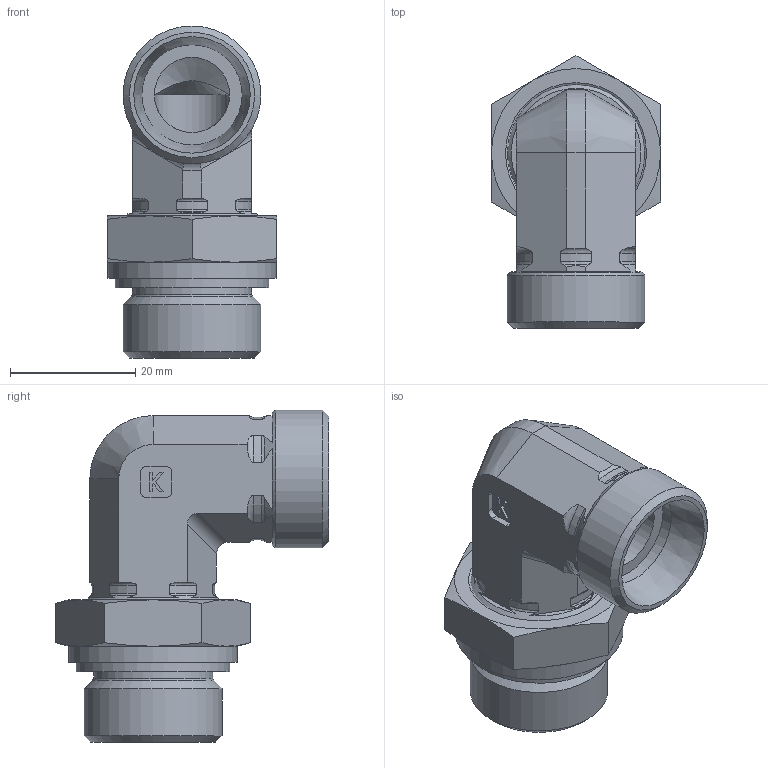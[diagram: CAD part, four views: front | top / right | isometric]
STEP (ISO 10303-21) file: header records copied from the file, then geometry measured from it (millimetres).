
FILE_DESCRIPTION((''),'2;1');
FILE_NAME('6702222016.stp','2015-07-17T15:05:46',(''),('KNOMI spol. s r. o.'),'Autodesk Inventor 2012','Autodesk Inventor 2012','');
FILE_SCHEMA(('AUTOMOTIVE_DESIGN { 1 2 10303 214 0 1 1 1 }'));
Length unit declared in the file: millimetre
Products named in the file (4): ÚPS M22/M22K 16 op. Výkovek; 678 2222 16; 675 022; 6017002333
Assembly tree (3 placements, depth 2):
  ÚPS M22/M22K 16 op. Výkovek
    678 2222 16
    675 022
    6017002333
Bounding box: 27 x 43.59 x 53 mm (x, y, z)
Volume: 17445.9 mm3; surface area: 10726.7 mm2
Topology: 3 solids, 3 shells, 160 faces, 416 edges, 267 vertices
Faces by surface type: plane 67, cylinder 32, torus 31, cone 30
Full cylindrical faces by diameter (mm): 12 x2, 16 x1, 19 x2, 20.376 x1, 22 x3, 24.5 x2, 26.9 x1
Entity records: 5285 total; most frequent: CARTESIAN_POINT 1386, ORIENTED_EDGE 770, DIRECTION 728, EDGE_CURVE 385, AXIS2_PLACEMENT_3D 289, VERTEX_POINT 261, EDGE_LOOP 196, FACE_OUTER_BOUND 160
